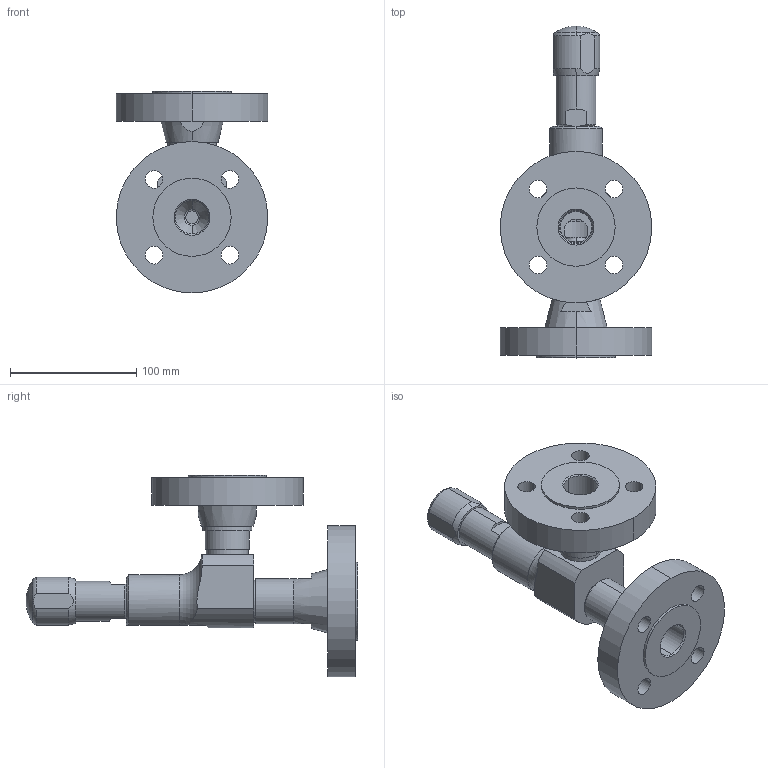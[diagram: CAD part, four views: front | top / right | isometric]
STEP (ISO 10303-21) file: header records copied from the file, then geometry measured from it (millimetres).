
FILE_DESCRIPTION((''),'2;1');
FILE_NAME('10000482121_G3D_000_ASM','2020-02-05T10:42:44',('volz'),(''),'CREO PARAMETRIC BY PTC INC, 2019030','CREO PARAMETRIC BY PTC INC, 2019030','');
FILE_SCHEMA(('CONFIG_CONTROL_DESIGN'));
Length unit declared in the file: millimetre
Products named in the file (6): 10000482116_G3D_000; 10000482117_G3D_000; 10000482118_G3D_000; 10000482119_G3D_000; 10000482120_G3D_000; 10000482121_G3D_000_ASM
Assembly tree (6 placements, depth 2):
  10000482121_G3D_000_ASM
    10000482116_G3D_000
    10000482117_G3D_000
    10000482118_G3D_000  x2
    10000482119_G3D_000
    10000482120_G3D_000
Bounding box: 120 x 263 x 160 mm (x, y, z)
Volume: 747038.2 mm3; surface area: 151497.2 mm2
Topology: 6 solids, 6 shells, 240 faces, 584 edges, 372 vertices
Faces by surface type: plane 103, cylinder 88, cone 32, torus 15, sphere 2
Entity records: 7067 total; most frequent: CARTESIAN_POINT 1477, DIRECTION 1205, ORIENTED_EDGE 1092, EDGE_CURVE 546, AXIS2_PLACEMENT_3D 461, VERTEX_POINT 348, VECTOR 283, LINE 283
